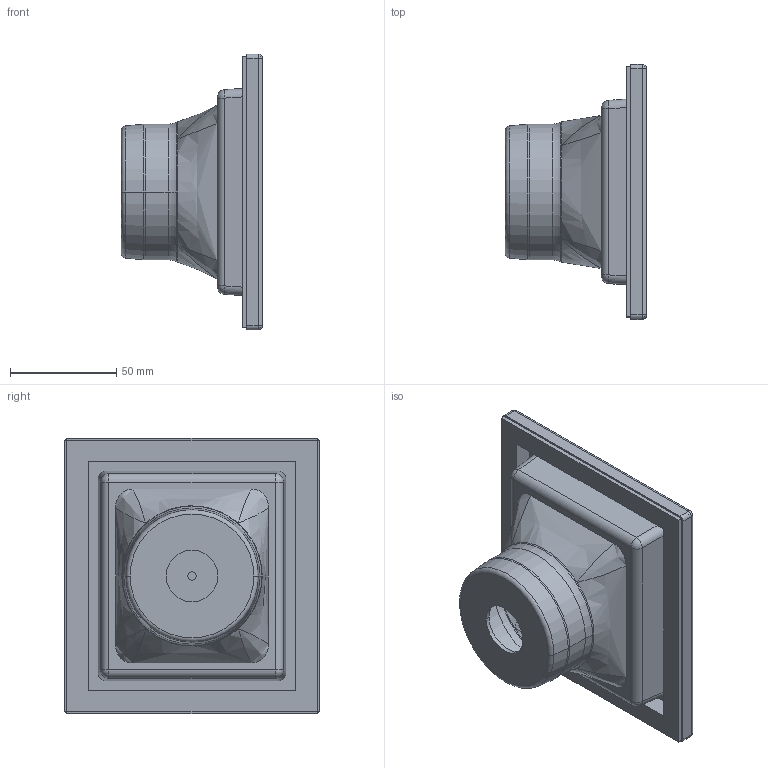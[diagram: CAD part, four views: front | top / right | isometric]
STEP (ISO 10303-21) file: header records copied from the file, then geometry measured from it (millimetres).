
FILE_DESCRIPTION (( 'STEP AP203' ), '1' );
FILE_NAME ('99ZP09018.STEP', '2023-11-02T10:07:12', ( '' ), ( '' ), 'SwSTEP 2.0', 'SolidWorks 2021', '' );
FILE_SCHEMA (( 'CONFIG_CONTROL_DESIGN' ));
Length unit declared in the file: millimetre
Products named in the file (1): 99ZP09018
Bounding box: 66.57 x 120 x 130 mm (x, y, z)
Volume: 145326.4 mm3; surface area: 113033 mm2
Topology: 3 solids, 3 shells, 657 faces, 1534 edges, 946 vertices
Faces by surface type: cylinder 230, plane 201, cone 144, torus 42, sphere 20, bspline 20
Entity records: 21546 total; most frequent: CARTESIAN_POINT 6175, DIRECTION 3366, ORIENTED_EDGE 3036, EDGE_CURVE 1518, AXIS2_PLACEMENT_3D 1322, VERTEX_POINT 946, EDGE_LOOP 808, LINE 722
